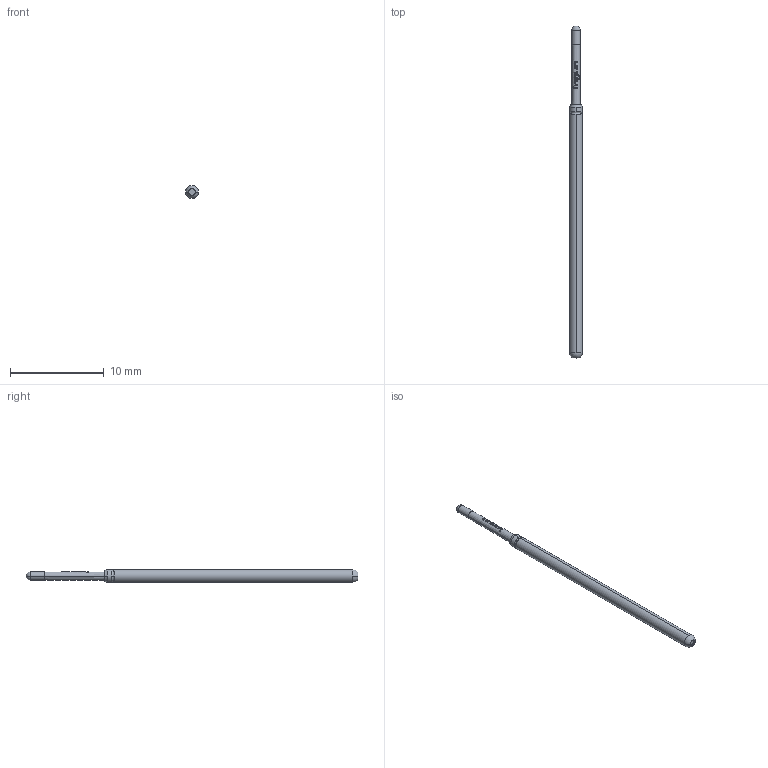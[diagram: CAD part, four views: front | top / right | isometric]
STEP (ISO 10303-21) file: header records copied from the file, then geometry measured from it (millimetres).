
FILE_DESCRIPTION (( 'STEP AP203' ), '1' );
FILE_NAME ('INGUN_GKS-100_305_090_A_xx00_LH.STEP', '2021-10-29T08:51:07', ( 'ochi' ), ( '' ), 'SwSTEP 2.0', 'SolidWorks 2018', '' );
FILE_SCHEMA (( 'CONFIG_CONTROL_DESIGN' ));
Length unit declared in the file: millimetre
Products named in the file (1): INGUN_GKS-100_305_090_A_xx00_LH
Bounding box: 1.37 x 35.4 x 1.37 mm (x, y, z)
Volume: 44.9 mm3; surface area: 141.9 mm2
Topology: 1 solids, 1 shells, 90 faces, 245 edges, 160 vertices
Faces by surface type: bspline 60, cone 10, cylinder 8, torus 6, sphere 4, plane 2
Entity records: 3913 total; most frequent: CARTESIAN_POINT 2105, ORIENTED_EDGE 478, EDGE_CURVE 239, B_SPLINE_CURVE_WITH_KNOTS 187, VERTEX_POINT 158, DIRECTION 156, EDGE_LOOP 97, ADVANCED_FACE 90
